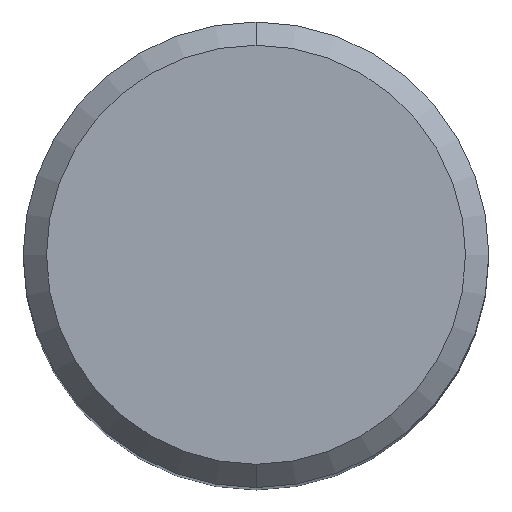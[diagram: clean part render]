
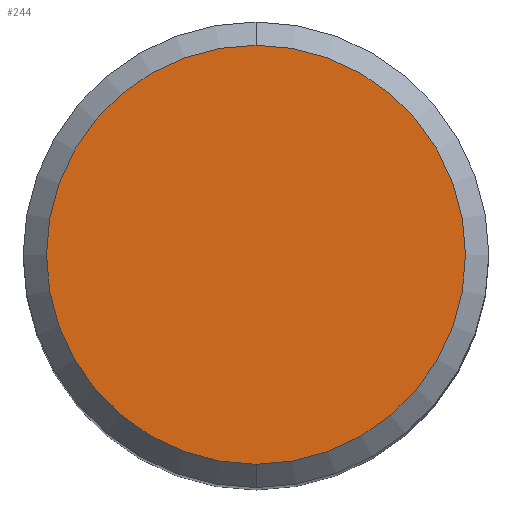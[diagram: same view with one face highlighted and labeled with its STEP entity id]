
A CAD part, top view. The second image highlights one B-rep face of the part: STEP entity #244.
In plain terms, the highlighted planar face has unit normal (0, 0, 1).
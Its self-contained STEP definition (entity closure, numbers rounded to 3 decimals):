
#212=EDGE_CURVE('',#424,#264,#518,.T.);
#244=ADVANCED_FACE('',(#550),#551,.T.);
#264=VERTEX_POINT('',#575);
#284=EDGE_CURVE('',#264,#424,#596,.T.);
#424=VERTEX_POINT('',#753);
#518=CIRCLE('',#910,7.2);
#550=FACE_OUTER_BOUND('',#963,.T.);
#551=PLANE('',#964);
#575=CARTESIAN_POINT('',(0.0,7.2,0.0));
#596=CIRCLE('',#1019,7.2);
#753=CARTESIAN_POINT('',(0.,-7.2,0.0));
#910=AXIS2_PLACEMENT_3D('',#1535,#1536,#1537);
#963=EDGE_LOOP('',(#1561,#1562));
#964=AXIS2_PLACEMENT_3D('',#1563,#1564,#1565);
#1019=AXIS2_PLACEMENT_3D('',#1618,#1619,#1620);
#1535=CARTESIAN_POINT('',(0.0,0.0,0.0));
#1536=DIRECTION('',(0.0,0.0,-1.0));
#1537=DIRECTION('',(0.0,1.0,0.0));
#1561=ORIENTED_EDGE('',*,*,#284,.F.);
#1562=ORIENTED_EDGE('',*,*,#212,.F.);
#1563=CARTESIAN_POINT('',(0.0,3.6,0.0));
#1564=DIRECTION('',(-0.0,0.0,1.0));
#1565=DIRECTION('',(0.0,-1.0,0.0));
#1618=CARTESIAN_POINT('',(0.0,0.0,0.0));
#1619=DIRECTION('',(0.0,0.0,-1.0));
#1620=DIRECTION('',(0.0,1.0,0.0));
